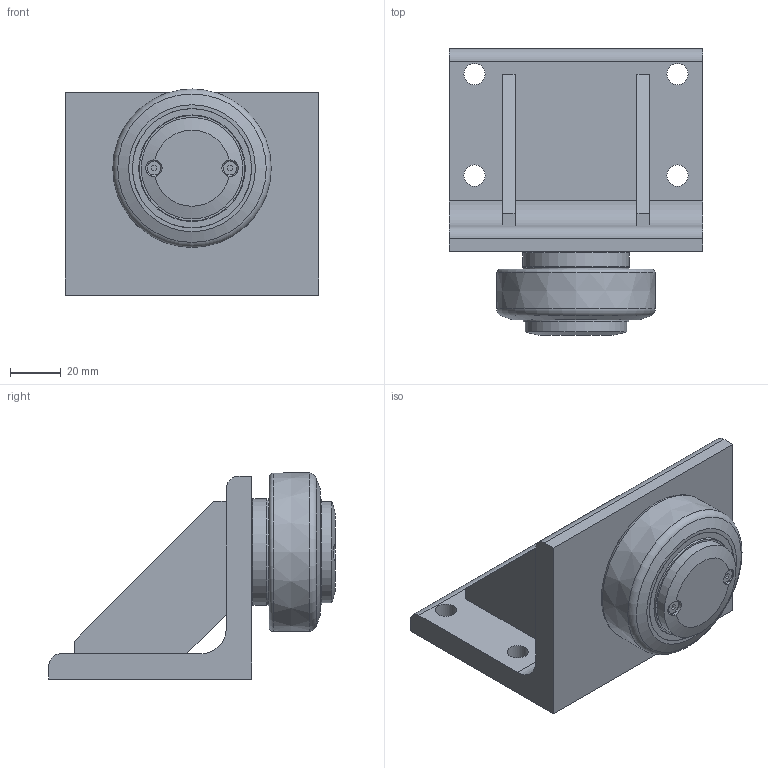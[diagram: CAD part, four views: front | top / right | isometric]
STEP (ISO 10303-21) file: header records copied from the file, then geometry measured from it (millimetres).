
FILE_DESCRIPTION(/* description */ ('-','CAx-IF Rec.Pracs.---Representation and Presentation of Product Manufacturing Information (PMI)---4.0---2014-10-13'),/* implementation_level */ '2;1');
FILE_NAME(/* name */ '1ec5d974-b627-49ed-ba5e-1bde3f19a460.stp',/* time_stamp */ '2020-04-01T16:05:55+02:00',/* author */ ('-'),/* organization */ ('NTI CADcenter A/S'),/* preprocessor_version */ 'ST-DEVELOPER v18',/* originating_system */ 'Autodesk Inventor 2020',/* authorisation */ '-');
FILE_SCHEMA (('AP242_MANAGED_MODEL_BASED_3D_ENGINEERING_MIM_LF { 1 0 10303 442 1 1 4 }'));
Length unit declared in the file: millimetre
Products named in the file (1): HTR 060.0360 BW1200_Kontur
Bounding box: 100 x 113 x 81.25 mm (x, y, z)
Volume: 242213.7 mm3; surface area: 63738.5 mm2
Topology: 1 solids, 1 shells, 309 faces, 904 edges, 540 vertices
Faces by surface type: plane 196, cylinder 101, cone 7, torus 4, bspline 1
Full cylindrical faces by diameter (mm): 3 x1, 5.35 x2, 6.5 x2, 8.376 x4, 40 x1, 41.5 x1, 42 x2, 42.1 x3, 45 x1, 45.5 x1, 45.7 x2, 47 x4, 50 x1
Entity records: 11008 total; most frequent: DIRECTION 2200, CARTESIAN_POINT 1936, ORIENTED_EDGE 1878, AXIS2_PLACEMENT_3D 964, EDGE_CURVE 939, CIRCLE 655, VERTEX_POINT 540, EDGE_LOOP 339
